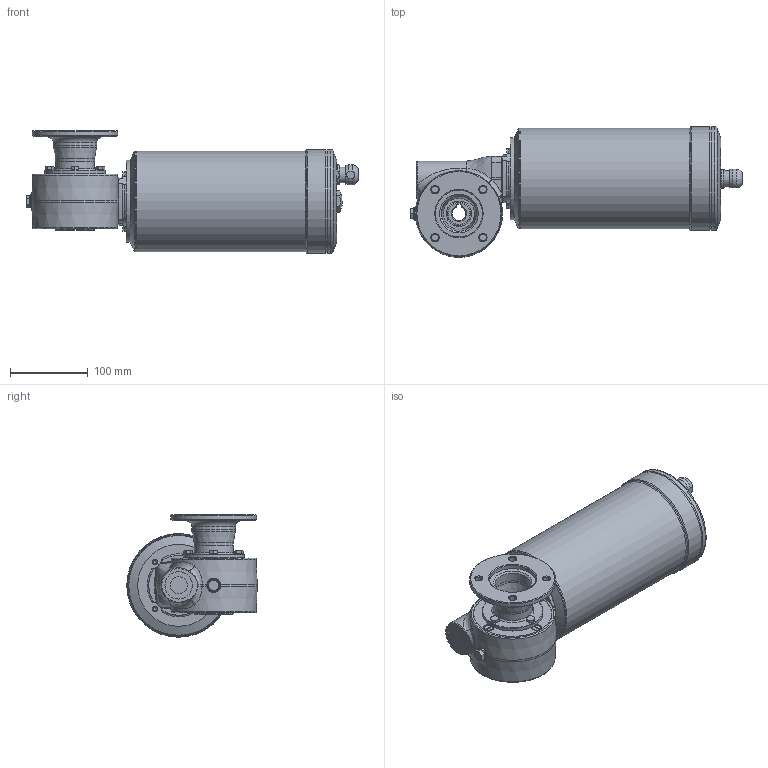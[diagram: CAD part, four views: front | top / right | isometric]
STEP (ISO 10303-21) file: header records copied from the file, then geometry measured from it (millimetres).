
FILE_DESCRIPTION( ( 'Unknown' ), '1' );
FILE_NAME( 'D32ACF5341DB74BFF456B5D9E3B9C3DF.3d.stp', 'Unknown', ( 'Unknown' ), ( 'Unknown' ), 'PSStep 10.1', 'Unknown', ' ' );
FILE_SCHEMA( ( 'AUTOMOTIVE_DESIGN { 1 0 10303 214 1 1 1 1 }' ) );
Length unit declared in the file: millimetre
Products named in the file (1): N458800
Bounding box: 425.8 x 167.28 x 157 mm (x, y, z)
Volume: 4391246.7 mm3; surface area: 242607.7 mm2
Topology: 1 solids, 21 shells, 577 faces, 1339 edges, 850 vertices
Faces by surface type: plane 216, cylinder 139, cone 135, bspline 46, torus 40, sphere 1
Full cylindrical faces by diameter (mm): 4.134 x1, 4.917 x20, 6 x8, 6.5 x8, 7 x9, 8.5 x4, 8.9 x4, 10 x4, 11 x4, 13.4 x1, 14 x1, 16.662 x1, 17 x1, 18 x1, 20 x1, 22 x1, 25 x1, 32.5 x2, 35 x1, 40 x2, 45.5 x1, 47 x2, 50 x4, 52 x1, 56 x1, 60 x1, 70 x2, 78 x1, 101 x1, 105 x1
Entity records: 24458 total; most frequent: CARTESIAN_POINT 8646, DIRECTION 2309, ORIENTED_EDGE 1992, AXIS2_PLACEMENT_3D 1034, EDGE_CURVE 996, EDGE_LOOP 866, VERTEX_POINT 741, FACE_OUTER_BOUND 704
